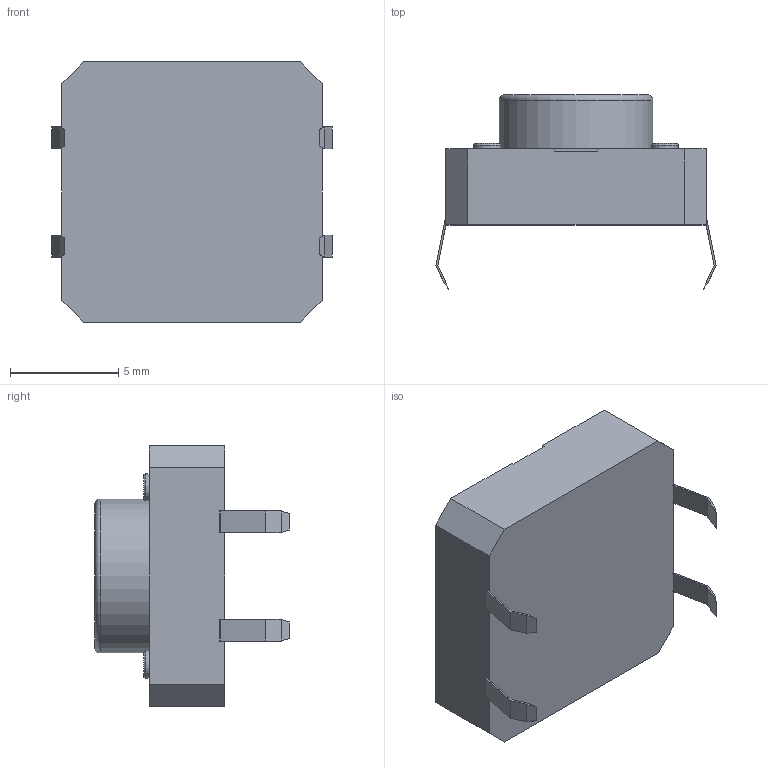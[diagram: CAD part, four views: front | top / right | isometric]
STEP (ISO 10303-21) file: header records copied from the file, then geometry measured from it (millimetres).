
FILE_DESCRIPTION(/* description */ (''),/* implementation_level */ '2;1');
FILE_NAME(/* name */ '1119-12mm-TactileSwitch.step',/* time_stamp */ '2019-12-17T21:19:16-05:00',/* author */ (''),/* organization */ (''),/* preprocessor_version */ 'ST-DEVELOPER v18',/* originating_system */ 'Autodesk Translation Framework v8.12.0.6',/* authorisation */ '');
FILE_SCHEMA (('AUTOMOTIVE_DESIGN { 1 0 10303 214 3 1 1 }'));
Length unit declared in the file: millimetre
Products named in the file (1): 1119 Tactile Switch Buttons
Bounding box: 12.91 x 8.96 x 12 mm (x, y, z)
Volume: 596.4 mm3; surface area: 815.7 mm2
Topology: 7 solids, 7 shells, 96 faces, 231 edges, 153 vertices
Faces by surface type: plane 82, cylinder 9, torus 5
Full cylindrical faces by diameter (mm): 1.25 x4, 1.35 x4, 7.1 x1
Entity records: 2833 total; most frequent: CARTESIAN_POINT 481, DIRECTION 463, ORIENTED_EDGE 462, EDGE_CURVE 231, LINE 193, VECTOR 193, VERTEX_POINT 153, AXIS2_PLACEMENT_3D 135
